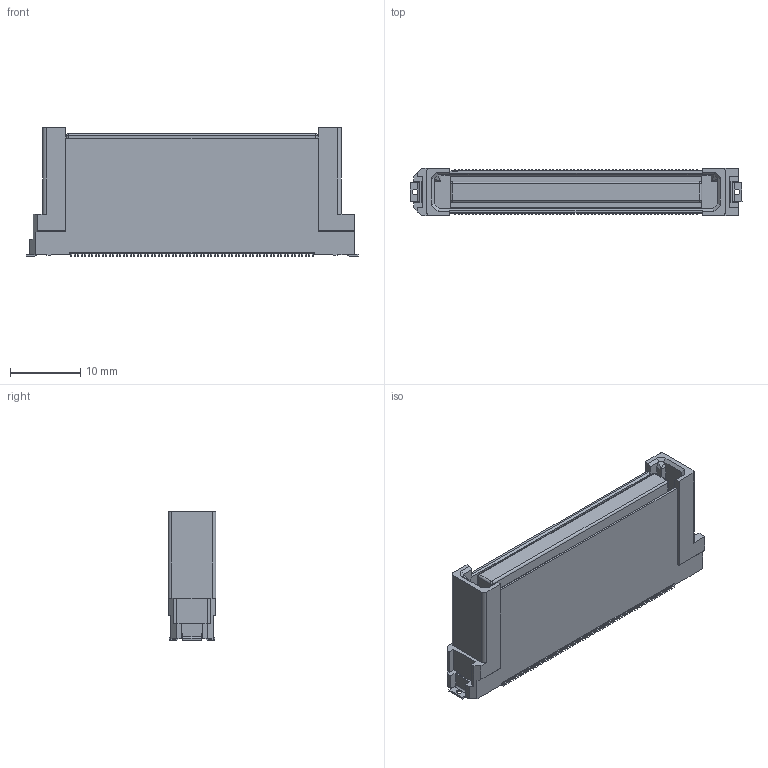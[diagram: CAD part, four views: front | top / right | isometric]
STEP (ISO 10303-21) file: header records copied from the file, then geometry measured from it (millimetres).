
FILE_DESCRIPTION(('CoCreate Modeling STEP Export'),'2;1');
FILE_NAME('FX20-140S-0.5SV10.stp','2013-05-21T11:17:41',(''),(''),'CoCreate Modeling STEP processor for AP214 (Solid Model)','CoCreate Modeling 17.0 01-Apr-2010 (C) Parametric Technology GmbH','');
FILE_SCHEMA(('AUTOMOTIVE_DESIGN { 1 0 10303 214 1 1 1 1 }'));
Products named in the file (1): 140S-0.5SV10
Bounding box: 47.4 x 6.8 x 18.3 mm (x, y, z)
Volume: 4077.2 mm3; surface area: 3439.2 mm2
Topology: 1 solids, 1 shells, 2270 faces, 6521 edges, 4249 vertices
Faces by surface type: plane 2246, cylinder 20, sphere 4
Entity records: 71542 total; most frequent: ORIENTED_EDGE 13034, CARTESIAN_POINT 12837, DIRECTION 10886, EDGE_CURVE 6517, VECTOR 6290, LINE 6290, VERTEX_POINT 4249, AXIS2_PLACEMENT_3D 2298
